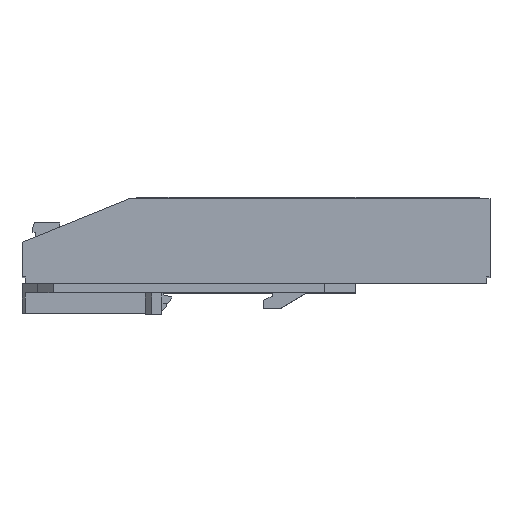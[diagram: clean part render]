
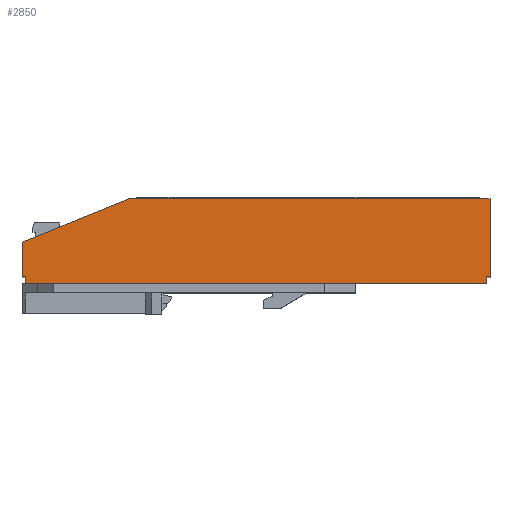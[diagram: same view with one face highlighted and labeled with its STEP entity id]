
A CAD part, top view. The second image highlights one B-rep face of the part: STEP entity #2850.
In plain terms, the highlighted planar face has unit normal (0, 0, 1).
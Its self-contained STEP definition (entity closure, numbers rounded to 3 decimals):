
#970=CARTESIAN_POINT('',(-49.65,12.5,
130.65));
#980=VERTEX_POINT('',#970);
#1060=CARTESIAN_POINT('',(-50.65,12.5,
130.65));
#1070=VERTEX_POINT('',#1060);
#1100=CARTESIAN_POINT('',(24.3,12.5,
130.65));
#1110=DIRECTION('',(1.,0.,-0.));
#1120=VECTOR('',#1110,1.);
#1130=LINE('',#1100,#1120);
#1140=EDGE_CURVE('',#1070,#980,#1130,.T.);
#1320=CARTESIAN_POINT('',(-49.65,24.4,
130.65));
#1330=DIRECTION('',(0.,1.,0.));
#1340=VECTOR('',#1330,1.);
#1350=LINE('',#1320,#1340);
#1360=CARTESIAN_POINT('',(-49.65,10.5,
130.65));
#1370=VERTEX_POINT('',#1360);
#1380=EDGE_CURVE('',#1370,#980,#1350,.T.);
#1740=CARTESIAN_POINT('',(98.25,24.4,
130.65));
#1750=DIRECTION('',(0.,-1.,0.));
#1760=VECTOR('',#1750,1.);
#1770=LINE('',#1740,#1760);
#1780=CARTESIAN_POINT('',(98.25,12.5,
130.65));
#1790=VERTEX_POINT('',#1780);
#1800=CARTESIAN_POINT('',(98.25,10.5,
130.65));
#1810=VERTEX_POINT('',#1800);
#1820=EDGE_CURVE('',#1790,#1810,#1770,.T.);
#2160=CARTESIAN_POINT('',(99.35,12.5,
130.65));
#2170=VERTEX_POINT('',#2160);
#2220=CARTESIAN_POINT('',(24.3,12.5,
130.65));
#2230=DIRECTION('',(1.,0.,0.));
#2240=VECTOR('',#2230,1.);
#2250=LINE('',#2220,#2240);
#2260=EDGE_CURVE('',#1790,#2170,#2250,.T.);
#2380=CARTESIAN_POINT('',(36.776,39.,
130.65));
#2390=DIRECTION('',(0.,0.,-1.));
#2400=DIRECTION('',(-1.,0.,0.));
#2410=AXIS2_PLACEMENT_3D('',#2380,#2390,#2400);
#2420=PLANE('',#2410);
#2430=ORIENTED_EDGE('',*,*,#2260,.T.);
#2440=ORIENTED_EDGE('',*,*,#1820,.F.);
#2450=CARTESIAN_POINT('',(24.3,10.5,
130.65));
#2460=DIRECTION('',(-1.,0.,0.));
#2470=VECTOR('',#2460,1.);
#2480=LINE('',#2450,#2470);
#2490=EDGE_CURVE('',#1810,#1370,#2480,.T.);
#2500=ORIENTED_EDGE('',*,*,#2490,.F.);
#2510=ORIENTED_EDGE('',*,*,#1380,.F.);
#2520=ORIENTED_EDGE('',*,*,#1140,.T.);
#2530=CARTESIAN_POINT('',(-50.65,24.4,
130.65));
#2540=DIRECTION('',(0.,1.,0.));
#2550=VECTOR('',#2540,1.);
#2560=LINE('',#2530,#2550);
#2570=CARTESIAN_POINT('',(-50.65,23.649,
130.65));
#2580=VERTEX_POINT('',#2570);
#2590=EDGE_CURVE('',#1070,#2580,#2560,.T.);
#2600=ORIENTED_EDGE('',*,*,#2590,.F.);
#2610=CARTESIAN_POINT('',(24.3,53.931,
130.65));
#2620=DIRECTION('',(0.927,0.375,0.));
#2630=VECTOR('',#2620,1.);
#2640=LINE('',#2610,#2630);
#2650=CARTESIAN_POINT('',(-16.368,37.5,
130.65));
#2660=VERTEX_POINT('',#2650);
#2670=EDGE_CURVE('',#2580,#2660,#2640,.T.);
#2680=ORIENTED_EDGE('',*,*,#2670,.F.);
#2690=CARTESIAN_POINT('',(24.3,37.5,
130.65));
#2700=DIRECTION('',(1.,0.,-0.));
#2710=VECTOR('',#2700,1.);
#2720=LINE('',#2690,#2710);
#2730=CARTESIAN_POINT('',(99.35,37.5,
130.65));
#2740=VERTEX_POINT('',#2730);
#2750=EDGE_CURVE('',#2660,#2740,#2720,.T.);
#2760=ORIENTED_EDGE('',*,*,#2750,.F.);
#2770=CARTESIAN_POINT('',(99.35,24.4,
130.65));
#2780=DIRECTION('',(0.,1.,0.));
#2790=VECTOR('',#2780,1.);
#2800=LINE('',#2770,#2790);
#2810=EDGE_CURVE('',#2170,#2740,#2800,.T.);
#2820=ORIENTED_EDGE('',*,*,#2810,.T.);
#2830=EDGE_LOOP('',(#2820,#2760,#2680,#2600,#2520,#2510,#2500,#2440,
#2430));
#2840=FACE_OUTER_BOUND('',#2830,.T.);
#2850=ADVANCED_FACE('',(#2840),#2420,.F.);
